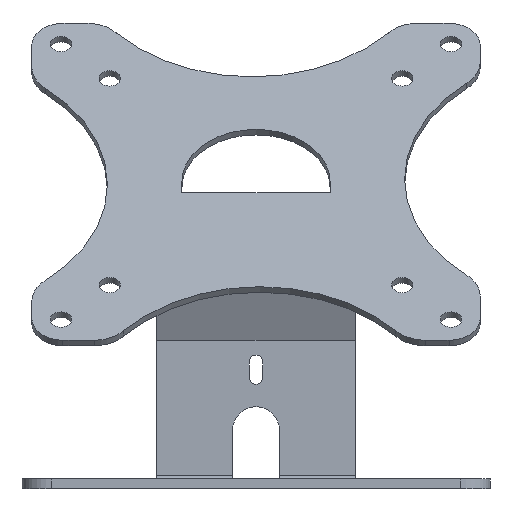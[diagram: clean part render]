
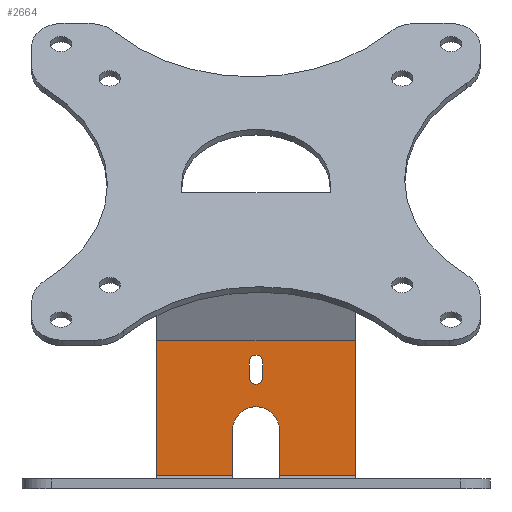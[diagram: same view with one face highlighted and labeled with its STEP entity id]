
A CAD part, front view. The second image highlights one B-rep face of the part: STEP entity #2664.
In plain terms, the highlighted planar face has unit normal (0, -1, 0).
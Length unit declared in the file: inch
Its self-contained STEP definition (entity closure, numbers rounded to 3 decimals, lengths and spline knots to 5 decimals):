
#98=FACE_BOUND('',#487,.T.);
#165=CIRCLE('',#2843,0.0689);
#176=CIRCLE('',#2862,0.23622);
#211=CIRCLE('',#2920,0.0689);
#326=FACE_OUTER_BOUND('',#486,.T.);
#486=EDGE_LOOP('',(#2050,#2051,#2052,#2053,#2054,#2055,#2056,#2057));
#487=EDGE_LOOP('',(#2058,#2059,#2060,#2061));
#653=LINE('',#4146,#890);
#656=LINE('',#4152,#893);
#679=LINE('',#4232,#916);
#704=LINE('',#4327,#941);
#705=LINE('',#4331,#942);
#706=LINE('',#4334,#943);
#709=LINE('',#4340,#946);
#710=LINE('',#4347,#947);
#711=LINE('',#4348,#948);
#890=VECTOR('',#3269,39.37008);
#893=VECTOR('',#3274,39.37008);
#916=VECTOR('',#3353,39.37008);
#941=VECTOR('',#3460,39.37008);
#942=VECTOR('',#3467,39.37008);
#943=VECTOR('',#3472,39.37008);
#946=VECTOR('',#3477,39.37008);
#947=VECTOR('',#3484,39.37008);
#948=VECTOR('',#3485,0.3937);
#1165=VERTEX_POINT('',#4144);
#1166=VERTEX_POINT('',#4145);
#1167=VERTEX_POINT('',#4150);
#1168=VERTEX_POINT('',#4151);
#1189=VERTEX_POINT('',#4209);
#1190=VERTEX_POINT('',#4210);
#1191=VERTEX_POINT('',#4215);
#1194=VERTEX_POINT('',#4223);
#1197=VERTEX_POINT('',#4231);
#1198=VERTEX_POINT('',#4239);
#1228=VERTEX_POINT('',#4338);
#1231=VERTEX_POINT('',#4346);
#1445=EDGE_CURVE('',#1165,#1166,#653,.T.);
#1448=EDGE_CURVE('',#1167,#1168,#656,.T.);
#1451=EDGE_CURVE('',#1166,#1167,#165,.T.);
#1476=EDGE_CURVE('',#1189,#1190,#176,.T.);
#1487=EDGE_CURVE('',#1197,#1191,#679,.T.);
#1540=EDGE_CURVE('',#1194,#1198,#704,.T.);
#1541=EDGE_CURVE('',#1190,#1194,#705,.T.);
#1542=EDGE_CURVE('',#1191,#1189,#706,.T.);
#1545=EDGE_CURVE('',#1228,#1197,#709,.T.);
#1548=EDGE_CURVE('',#1198,#1231,#710,.T.);
#1549=EDGE_CURVE('',#1231,#1228,#711,.T.);
#1550=EDGE_CURVE('',#1168,#1165,#211,.T.);
#2050=ORIENTED_EDGE('',*,*,#1548,.F.);
#2051=ORIENTED_EDGE('',*,*,#1540,.F.);
#2052=ORIENTED_EDGE('',*,*,#1541,.F.);
#2053=ORIENTED_EDGE('',*,*,#1476,.F.);
#2054=ORIENTED_EDGE('',*,*,#1542,.F.);
#2055=ORIENTED_EDGE('',*,*,#1487,.F.);
#2056=ORIENTED_EDGE('',*,*,#1545,.F.);
#2057=ORIENTED_EDGE('',*,*,#1549,.F.);
#2058=ORIENTED_EDGE('',*,*,#1451,.F.);
#2059=ORIENTED_EDGE('',*,*,#1445,.F.);
#2060=ORIENTED_EDGE('',*,*,#1550,.F.);
#2061=ORIENTED_EDGE('',*,*,#1448,.F.);
#2571=PLANE('',#2919);
#2664=ADVANCED_FACE('',(#326,#98),#2571,.T.);
#2843=AXIS2_PLACEMENT_3D('',#4156,#3279,#3280);
#2862=AXIS2_PLACEMENT_3D('',#4211,#3331,#3332);
#2919=AXIS2_PLACEMENT_3D('',#4345,#3482,#3483);
#2920=AXIS2_PLACEMENT_3D('',#4349,#3486,#3487);
#3269=DIRECTION('',(0.,0.,1.));
#3274=DIRECTION('',(0.,0.,-1.));
#3279=DIRECTION('center_axis',(0.,-1.,0.));
#3280=DIRECTION('ref_axis',(0.,0.,
1.));
#3331=DIRECTION('center_axis',(0.,-1.,0.));
#3332=DIRECTION('ref_axis',(0.,0.,
1.));
#3353=DIRECTION('',(-1.,0.,0.));
#3460=DIRECTION('',(-1.,0.,0.));
#3467=DIRECTION('',(0.,0.,-1.));
#3472=DIRECTION('',(0.,0.,1.));
#3477=DIRECTION('',(0.,0.,-1.));
#3482=DIRECTION('center_axis',(0.,-1.,0.));
#3483=DIRECTION('ref_axis',(0.,0.,
1.));
#3484=DIRECTION('',(0.,0.,1.));
#3485=DIRECTION('',(1.,0.,0.));
#3486=DIRECTION('center_axis',(0.,-1.,0.));
#3487=DIRECTION('ref_axis',(0.,0.,
1.));
#4144=CARTESIAN_POINT('',(0.0689,1.6063,1.02362));
#4145=CARTESIAN_POINT('',(0.0689,1.6063,1.1811));
#4146=CARTESIAN_POINT('',(0.0689,1.6063,0.));
#4150=CARTESIAN_POINT('',(-0.0689,1.6063,1.1811));
#4151=CARTESIAN_POINT('',(-0.0689,1.6063,1.02362));
#4152=CARTESIAN_POINT('',(-0.0689,1.6063,0.));
#4156=CARTESIAN_POINT('Origin',(0.,1.6063,1.1811));
#4209=CARTESIAN_POINT('',(0.23622,1.6063,0.49213));
#4210=CARTESIAN_POINT('',(-0.23622,1.6063,0.49213));
#4211=CARTESIAN_POINT('Origin',(0.,1.6063,
0.49213));
#4215=CARTESIAN_POINT('',(0.23622,1.6063,0.0315));
#4223=CARTESIAN_POINT('',(-0.23622,1.6063,0.0315));
#4231=CARTESIAN_POINT('',(1.00394,1.6063,0.0315));
#4232=CARTESIAN_POINT('',(1.00394,1.6063,0.0315));
#4239=CARTESIAN_POINT('',(-1.00394,1.6063,0.0315));
#4327=CARTESIAN_POINT('',(1.00394,1.6063,0.0315));
#4331=CARTESIAN_POINT('',(-0.23622,1.6063,0.));
#4334=CARTESIAN_POINT('',(0.23622,1.6063,0.));
#4338=CARTESIAN_POINT('',(1.00394,1.6063,1.39764));
#4340=CARTESIAN_POINT('',(1.00394,1.6063,0.));
#4345=CARTESIAN_POINT('Origin',(0.,1.6063,
0.));
#4346=CARTESIAN_POINT('',(-1.00394,1.6063,1.39764));
#4347=CARTESIAN_POINT('',(-1.00394,1.6063,2.06693));
#4348=CARTESIAN_POINT('',(-0.93898,1.6063,1.39764));
#4349=CARTESIAN_POINT('Origin',(0.,1.6063,1.02362));
